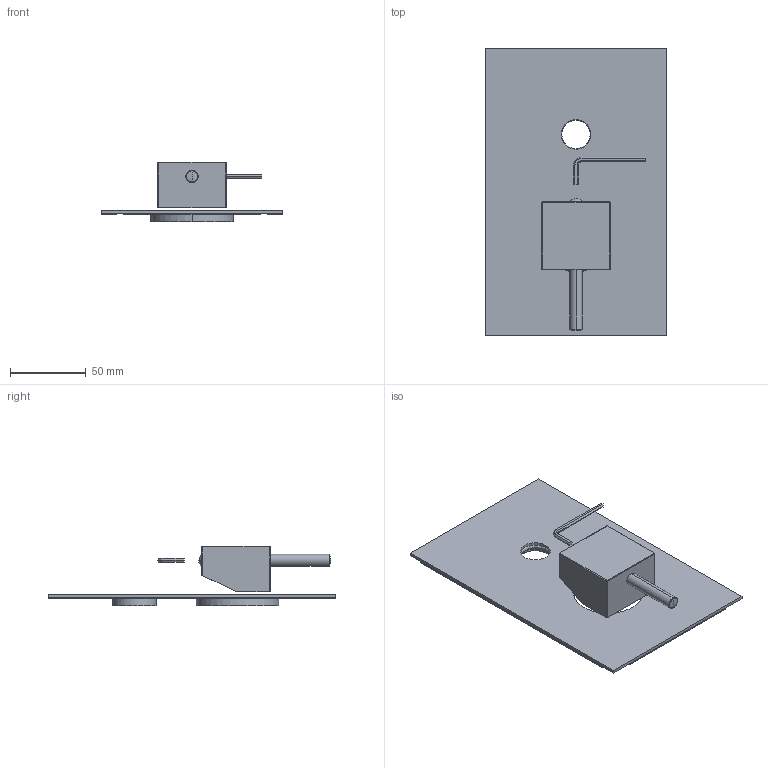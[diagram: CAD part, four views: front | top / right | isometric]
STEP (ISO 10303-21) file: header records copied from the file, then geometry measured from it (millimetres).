
FILE_DESCRIPTION((''),'2;1');
FILE_NAME('LEA015CR-MEST_ASM','2021-01-29T13:24:58',('stefano.gianpani'),('PAFFONI SpA'),'CREO PARAMETRIC BY PTC INC, 2020044','CREO PARAMETRIC BY PTC INC, 2020044','');
FILE_SCHEMA(('CONFIG_CONTROL_DESIGN','SHAPE_APPEARANCE_LAYERS_GROUPS'));
Length unit declared in the file: millimetre
Products named in the file (13): 2041734_CORPO-LEVA; 2041734_LEVA; 2041734CR_ASM; 592305006A2I; TCF08CRTE; CHBR25; 8001113CR_ASM; 4061169CRI; 2092467_AF1; 2092468_AF0; 2091415; 2091417; LEA015CR-MEST_ASM
Assembly tree (14 placements, depth 3):
  LEA015CR-MEST_ASM
    2041734CR_ASM
      2041734_CORPO-LEVA
      2041734_LEVA
    8001113CR_ASM
      592305006A2I
      TCF08CRTE
      CHBR25
    4061169CRI
    2092467_AF1
    2092468_AF0
    2091415  x2
    2091417  x2
Bounding box: 120 x 190 x 39.5 mm (x, y, z)
Volume: 67648.1 mm3; surface area: 77708.5 mm2
Topology: 12 solids, 16 shells, 221 faces, 522 edges, 332 vertices
Faces by surface type: plane 123, cylinder 56, cone 22, torus 12, sphere 8
Entity records: 8689 total; most frequent: DIRECTION 1140, CARTESIAN_POINT 1123, ORIENTED_EDGE 972, PRESENTATION_STYLE_ASSIGNMENT 603, STYLED_ITEM 603, CURVE_STYLE 494, EDGE_CURVE 494, AXIS2_PLACEMENT_3D 411
